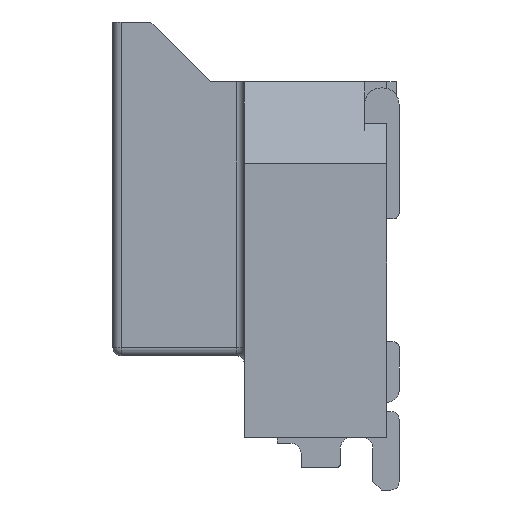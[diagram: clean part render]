
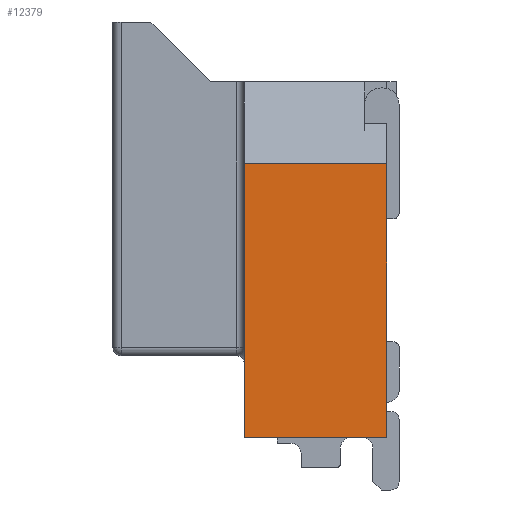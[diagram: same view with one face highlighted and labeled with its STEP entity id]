
A CAD part, left-side view. The second image highlights one B-rep face of the part: STEP entity #12379.
In plain terms, the highlighted planar face has unit normal (-1, 0, 0).
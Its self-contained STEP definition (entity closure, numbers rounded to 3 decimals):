
#25=DIRECTION('',(0.,0.,1.));
#26=VECTOR('',#25,6.69);
#27=CARTESIAN_POINT('',(-11.87,-1.74,-4.345));
#28=LINE('',#27,#26);
#3277=DIRECTION('',(0.,0.,1.));
#3278=VECTOR('',#3277,6.69);
#3279=CARTESIAN_POINT('',(-11.87,1.74,-4.345));
#3280=LINE('',#3279,#3278);
#4473=DIRECTION('',(0.,-1.,0.));
#4474=VECTOR('',#4473,3.48);
#4475=CARTESIAN_POINT('',(-11.87,1.74,2.345));
#4476=LINE('',#4475,#4474);
#4477=DIRECTION('',(0.,1.,0.));
#4478=VECTOR('',#4477,3.48);
#4479=CARTESIAN_POINT('',(-11.87,-1.74,-4.345));
#4480=LINE('',#4479,#4478);
#4497=CARTESIAN_POINT('',(-11.87,-1.74,-4.345));
#4498=CARTESIAN_POINT('',(-11.87,1.74,-4.345));
#4499=VERTEX_POINT('',#4497);
#4500=VERTEX_POINT('',#4498);
#5593=CARTESIAN_POINT('',(-11.87,1.74,2.345));
#5594=CARTESIAN_POINT('',(-11.87,-1.74,2.345));
#5595=VERTEX_POINT('',#5593);
#5596=VERTEX_POINT('',#5594);
#12368=CARTESIAN_POINT('',(-11.87,-1.74,-4.345));
#12369=DIRECTION('',(-1.,0.,0.));
#12370=DIRECTION('',(0.,0.,1.));
#12371=AXIS2_PLACEMENT_3D('',#12368,#12369,#12370);
#12372=PLANE('',#12371);
#12373=ORIENTED_EDGE('',*,*,#12301,.T.);
#12374=ORIENTED_EDGE('',*,*,#5938,.F.);
#12375=ORIENTED_EDGE('',*,*,#6742,.T.);
#12376=ORIENTED_EDGE('',*,*,#10620,.T.);
#12377=EDGE_LOOP('',(#12373,#12374,#12375,#12376));
#12378=FACE_OUTER_BOUND('',#12377,.F.);
#12379=ADVANCED_FACE('',(#12378),#12372,.T.);
#5938=EDGE_CURVE('',#4499,#5596,#28,.T.);
#6742=EDGE_CURVE('',#4499,#4500,#4480,.T.);
#10620=EDGE_CURVE('',#4500,#5595,#3280,.T.);
#12301=EDGE_CURVE('',#5595,#5596,#4476,.T.);
